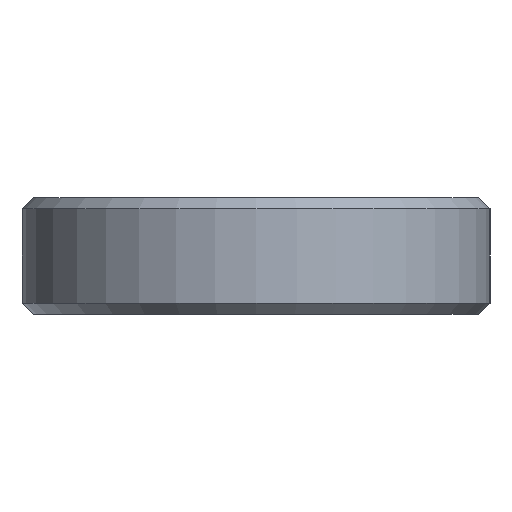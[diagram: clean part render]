
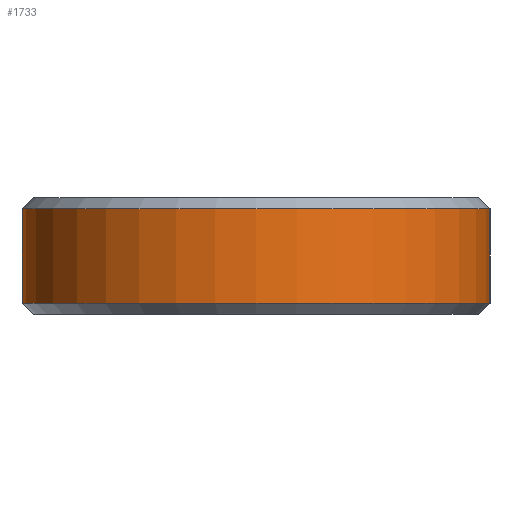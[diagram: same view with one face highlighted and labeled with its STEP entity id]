
A CAD part, left-side view. The second image highlights one B-rep face of the part: STEP entity #1733.
In plain terms, the highlighted cylindrical face has radius 6.25 mm (diameter 12.5 mm), a partial arc.
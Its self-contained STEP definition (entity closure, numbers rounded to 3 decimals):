
#45 = CONICAL_SURFACE('',#46,6.25,0.785);
#46 = AXIS2_PLACEMENT_3D('',#47,#48,#49);
#47 = CARTESIAN_POINT('',(0.,0.,0.3));
#48 = DIRECTION('',(0.,0.,1.));
#49 = DIRECTION('',(0.,1.,0.));
#640 = VERTEX_POINT('',#641);
#641 = CARTESIAN_POINT('',(0.,6.25,0.3));
#664 = VERTEX_POINT('',#665);
#665 = CARTESIAN_POINT('',(0.,-6.25,0.3));
#686 = EDGE_CURVE('',#640,#664,#687,.T.);
#687 = SURFACE_CURVE('',#688,(#693,#700),.PCURVE_S1.);
#688 = CIRCLE('',#689,6.25);
#689 = AXIS2_PLACEMENT_3D('',#690,#691,#692);
#690 = CARTESIAN_POINT('',(0.,0.,0.3));
#691 = DIRECTION('',(0.,0.,1.));
#692 = DIRECTION('',(0.,1.,0.));
#693 = PCURVE('',#45,#694);
#694 = DEFINITIONAL_REPRESENTATION('',(#695),#699);
#695 = LINE('',#696,#697);
#696 = CARTESIAN_POINT('',(0.,0.));
#697 = VECTOR('',#698,1.);
#698 = DIRECTION('',(1.,0.));
#699 = ( GEOMETRIC_REPRESENTATION_CONTEXT(2) 
PARAMETRIC_REPRESENTATION_CONTEXT() REPRESENTATION_CONTEXT('2D SPACE',''
  ) );
#700 = PCURVE('',#701,#706);
#701 = CYLINDRICAL_SURFACE('',#702,6.25);
#702 = AXIS2_PLACEMENT_3D('',#703,#704,#705);
#703 = CARTESIAN_POINT('',(0.,0.,0.));
#704 = DIRECTION('',(-0.,-0.,-1.));
#705 = DIRECTION('',(1.,0.,0.));
#706 = DEFINITIONAL_REPRESENTATION('',(#707),#711);
#707 = LINE('',#708,#709);
#708 = CARTESIAN_POINT('',(-1.571,-0.3));
#709 = VECTOR('',#710,1.);
#710 = DIRECTION('',(-1.,0.));
#711 = ( GEOMETRIC_REPRESENTATION_CONTEXT(2) 
PARAMETRIC_REPRESENTATION_CONTEXT() REPRESENTATION_CONTEXT('2D SPACE',''
  ) );
#755 = PLANE('',#756);
#756 = AXIS2_PLACEMENT_3D('',#757,#758,#759);
#757 = CARTESIAN_POINT('',(0.,6.25,0.));
#758 = DIRECTION('',(0.,1.,0.));
#759 = DIRECTION('',(1.,0.,0.));
#809 = PLANE('',#810);
#810 = AXIS2_PLACEMENT_3D('',#811,#812,#813);
#811 = CARTESIAN_POINT('',(0.,-6.25,0.));
#812 = DIRECTION('',(0.,1.,0.));
#813 = DIRECTION('',(1.,0.,0.));
#1733 = ADVANCED_FACE('',(#1734),#701,.T.);
#1734 = FACE_BOUND('',#1735,.F.);
#1735 = EDGE_LOOP('',(#1736,#1759,#1788,#1809));
#1736 = ORIENTED_EDGE('',*,*,#1737,.T.);
#1737 = EDGE_CURVE('',#640,#1738,#1740,.T.);
#1738 = VERTEX_POINT('',#1739);
#1739 = CARTESIAN_POINT('',(0.,6.25,2.825));
#1740 = SURFACE_CURVE('',#1741,(#1745,#1752),.PCURVE_S1.);
#1741 = LINE('',#1742,#1743);
#1742 = CARTESIAN_POINT('',(0.,6.25,0.));
#1743 = VECTOR('',#1744,1.);
#1744 = DIRECTION('',(0.,0.,1.));
#1745 = PCURVE('',#701,#1746);
#1746 = DEFINITIONAL_REPRESENTATION('',(#1747),#1751);
#1747 = LINE('',#1748,#1749);
#1748 = CARTESIAN_POINT('',(-1.571,0.));
#1749 = VECTOR('',#1750,1.);
#1750 = DIRECTION('',(-0.,-1.));
#1751 = ( GEOMETRIC_REPRESENTATION_CONTEXT(2) 
PARAMETRIC_REPRESENTATION_CONTEXT() REPRESENTATION_CONTEXT('2D SPACE',''
  ) );
#1752 = PCURVE('',#755,#1753);
#1753 = DEFINITIONAL_REPRESENTATION('',(#1754),#1758);
#1754 = LINE('',#1755,#1756);
#1755 = CARTESIAN_POINT('',(0.,0.));
#1756 = VECTOR('',#1757,1.);
#1757 = DIRECTION('',(0.,-1.));
#1758 = ( GEOMETRIC_REPRESENTATION_CONTEXT(2) 
PARAMETRIC_REPRESENTATION_CONTEXT() REPRESENTATION_CONTEXT('2D SPACE',''
  ) );
#1759 = ORIENTED_EDGE('',*,*,#1760,.T.);
#1760 = EDGE_CURVE('',#1738,#1761,#1763,.T.);
#1761 = VERTEX_POINT('',#1762);
#1762 = CARTESIAN_POINT('',(0.,-6.25,2.825));
#1763 = SURFACE_CURVE('',#1764,(#1769,#1776),.PCURVE_S1.);
#1764 = CIRCLE('',#1765,6.25);
#1765 = AXIS2_PLACEMENT_3D('',#1766,#1767,#1768);
#1766 = CARTESIAN_POINT('',(0.,0.,2.825));
#1767 = DIRECTION('',(0.,0.,1.));
#1768 = DIRECTION('',(0.,1.,0.));
#1769 = PCURVE('',#701,#1770);
#1770 = DEFINITIONAL_REPRESENTATION('',(#1771),#1775);
#1771 = LINE('',#1772,#1773);
#1772 = CARTESIAN_POINT('',(-1.571,-2.825));
#1773 = VECTOR('',#1774,1.);
#1774 = DIRECTION('',(-1.,0.));
#1775 = ( GEOMETRIC_REPRESENTATION_CONTEXT(2) 
PARAMETRIC_REPRESENTATION_CONTEXT() REPRESENTATION_CONTEXT('2D SPACE',''
  ) );
#1776 = PCURVE('',#1777,#1782);
#1777 = CONICAL_SURFACE('',#1778,6.25,0.785);
#1778 = AXIS2_PLACEMENT_3D('',#1779,#1780,#1781);
#1779 = CARTESIAN_POINT('',(0.,0.,2.825));
#1780 = DIRECTION('',(-0.,-0.,-1.));
#1781 = DIRECTION('',(0.,1.,0.));
#1782 = DEFINITIONAL_REPRESENTATION('',(#1783),#1787);
#1783 = LINE('',#1784,#1785);
#1784 = CARTESIAN_POINT('',(-0.,-0.));
#1785 = VECTOR('',#1786,1.);
#1786 = DIRECTION('',(-1.,-0.));
#1787 = ( GEOMETRIC_REPRESENTATION_CONTEXT(2) 
PARAMETRIC_REPRESENTATION_CONTEXT() REPRESENTATION_CONTEXT('2D SPACE',''
  ) );
#1788 = ORIENTED_EDGE('',*,*,#1789,.F.);
#1789 = EDGE_CURVE('',#664,#1761,#1790,.T.);
#1790 = SURFACE_CURVE('',#1791,(#1795,#1802),.PCURVE_S1.);
#1791 = LINE('',#1792,#1793);
#1792 = CARTESIAN_POINT('',(0.,-6.25,0.));
#1793 = VECTOR('',#1794,1.);
#1794 = DIRECTION('',(0.,0.,1.));
#1795 = PCURVE('',#701,#1796);
#1796 = DEFINITIONAL_REPRESENTATION('',(#1797),#1801);
#1797 = LINE('',#1798,#1799);
#1798 = CARTESIAN_POINT('',(-4.712,0.));
#1799 = VECTOR('',#1800,1.);
#1800 = DIRECTION('',(-0.,-1.));
#1801 = ( GEOMETRIC_REPRESENTATION_CONTEXT(2) 
PARAMETRIC_REPRESENTATION_CONTEXT() REPRESENTATION_CONTEXT('2D SPACE',''
  ) );
#1802 = PCURVE('',#809,#1803);
#1803 = DEFINITIONAL_REPRESENTATION('',(#1804),#1808);
#1804 = LINE('',#1805,#1806);
#1805 = CARTESIAN_POINT('',(0.,0.));
#1806 = VECTOR('',#1807,1.);
#1807 = DIRECTION('',(0.,-1.));
#1808 = ( GEOMETRIC_REPRESENTATION_CONTEXT(2) 
PARAMETRIC_REPRESENTATION_CONTEXT() REPRESENTATION_CONTEXT('2D SPACE',''
  ) );
#1809 = ORIENTED_EDGE('',*,*,#686,.F.);
